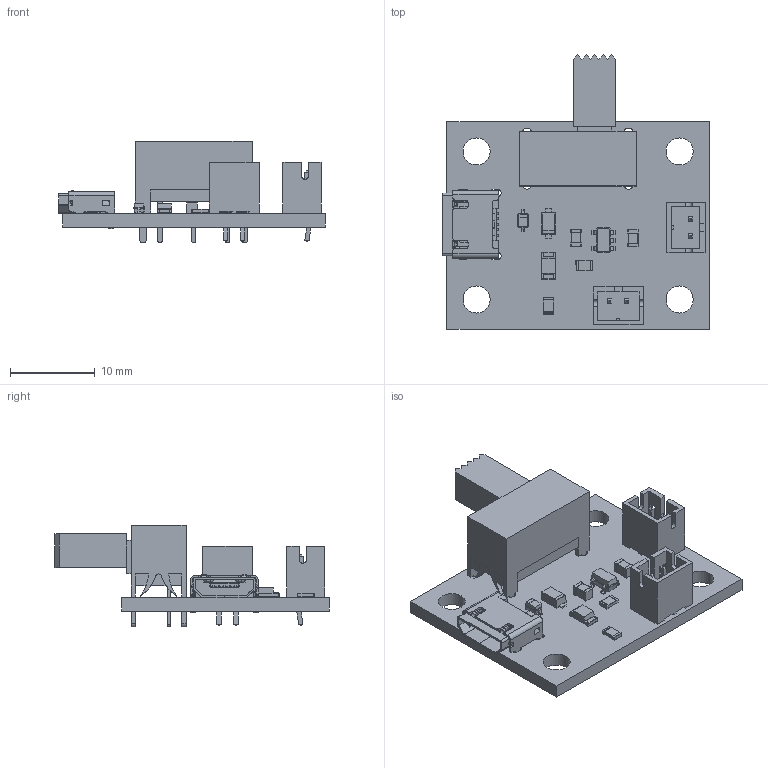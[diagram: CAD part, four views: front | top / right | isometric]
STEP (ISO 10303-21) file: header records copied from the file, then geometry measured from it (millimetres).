
FILE_DESCRIPTION(('KiCad electronic assembly'),'2;1');
FILE_NAME('lipo-charger.step','2024-04-13T16:23:41',('Pcbnew'),('Kicad') ,'Open CASCADE STEP processor 7.6','KiCad to STEP converter','Unknown' );
FILE_SCHEMA(('AUTOMOTIVE_DESIGN { 1 0 10303 214 1 1 1 1 }'));
Length unit declared in the file: millimetre
Products named in the file (20): lipo-charger 1; C_0805_2012Metric; SW_E-Switch_EG1224_SPDT_Angled; USB_Micro_B_Wuerth_629105150521; 629105150521; D_SOD-123F; D_SOD_123F; D_SOD-323; D_SOD_323; JST_PH_B2B-PH-K_1x02_P2.00mm_Vertical; JST_B2B_PH_K; SOT-23-5; SOT_23_5; R_0805_2012Metric; LED_1206_3216Metric; lipo-charger_PCB
Assembly tree (22 placements, depth 3):
  lipo-charger 1
    C_0805_2012Metric  x2
      C_0805_2012Metric
    SW_E-Switch_EG1224_SPDT_Angled
      SW_E-Switch_EG1224_SPDT_Angled
    USB_Micro_B_Wuerth_629105150521
      629105150521
    D_SOD-123F
      D_SOD_123F
    D_SOD-323
      D_SOD_323
    JST_PH_B2B-PH-K_1x02_P2.00mm_Vertical  x2
      JST_B2B_PH_K
    SOT-23-5
      SOT_23_5
    R_0805_2012Metric  x2
      R_0805_2012Metric
    LED_1206_3216Metric
      LED_1206_3216Metric
    lipo-charger_PCB
Bounding box: 31.5 x 32.4 x 12 mm (x, y, z)
Volume: 2231.3 mm3; surface area: 3682.8 mm2
Topology: 20 solids, 20 shells, 1292 faces, 3569 edges, 2311 vertices
Faces by surface type: plane 880, cylinder 315, bspline 79, revolution 8, torus 8, cone 2
Full cylindrical faces by diameter (mm): 0.6 x2, 0.75 x4, 0.8 x2, 0.9 x3, 1.2 x4, 3.2 x4
Entity records: 40461 total; most frequent: CARTESIAN_POINT 6989, ORIENTED_EDGE 6346, DIRECTION 5824, EDGE_CURVE 3173, LINE 2460, VECTOR 2460, VERTEX_POINT 2051, AXIS2_PLACEMENT_3D 1678
